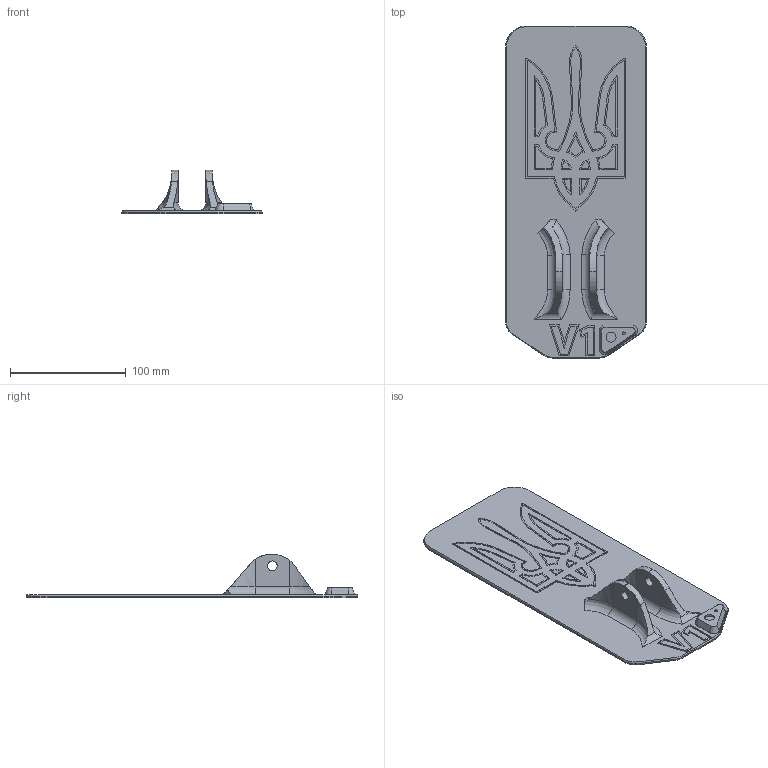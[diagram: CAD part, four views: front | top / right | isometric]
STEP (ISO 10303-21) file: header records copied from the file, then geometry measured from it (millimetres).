
FILE_DESCRIPTION (( 'STEP AP214' ), '1' );
FILE_NAME ('printed-coil-cover-top-part^printed-split-coil-cover-assy-060424.STEP', '2024-04-05T22:36:48', ( '' ), ( '' ), 'SwSTEP 2.0', 'SolidWorks 2021', '' );
FILE_SCHEMA (( 'AUTOMOTIVE_DESIGN' ));
Length unit declared in the file: millimetre
Products named in the file (1): printed-coil-cover-top-part^printed-split-coil-cover-assy-060424
Bounding box: 121.6 x 286.6 x 37.6 mm (x, y, z)
Volume: 110220.6 mm3; surface area: 77554.7 mm2
Topology: 1 solids, 1 shells, 358 faces, 946 edges, 620 vertices
Faces by surface type: plane 160, bspline 96, cylinder 90, cone 12
Entity records: 13526 total; most frequent: CARTESIAN_POINT 5173, ORIENTED_EDGE 1892, DIRECTION 1430, EDGE_CURVE 946, VERTEX_POINT 620, LINE 552, VECTOR 552, AXIS2_PLACEMENT_3D 439
